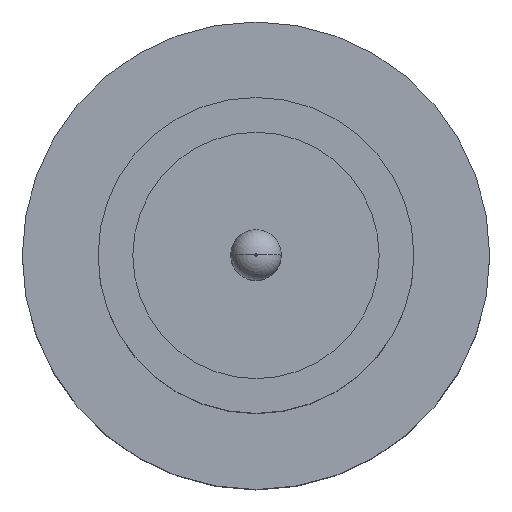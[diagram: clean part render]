
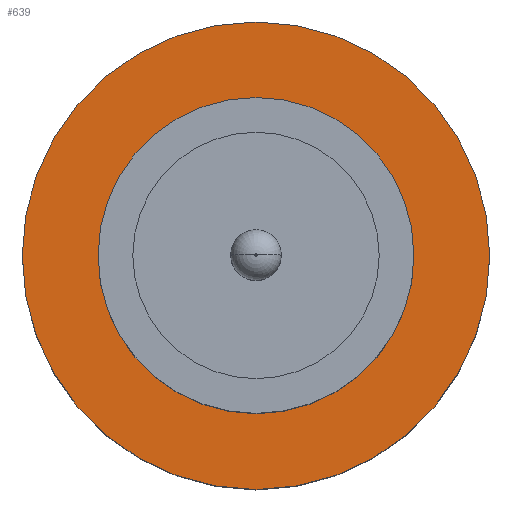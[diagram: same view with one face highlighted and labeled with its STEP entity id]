
A CAD part, top view. The second image highlights one B-rep face of the part: STEP entity #639.
In plain terms, the highlighted planar face has unit normal (0, 0, 1).
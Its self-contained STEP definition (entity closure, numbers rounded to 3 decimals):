
#16 = AXIS2_PLACEMENT_3D ( 'NONE', #65, #444, #516 ) ;
#34 = CARTESIAN_POINT ( 'NONE',  ( 0., 0., 1.55 ) ) ;
#58 = VERTEX_POINT ( 'NONE', #205 ) ;
#65 = CARTESIAN_POINT ( 'NONE',  ( 0., 0., 1.55 ) ) ;
#76 = CARTESIAN_POINT ( 'NONE',  ( 0., 0., 1.55 ) ) ;
#128 = ORIENTED_EDGE ( 'NONE', *, *, #669, .F. ) ;
#151 = EDGE_LOOP ( 'NONE', ( #515, #405 ) ) ;
#157 = CARTESIAN_POINT ( 'NONE',  ( 1.25, 0., 1.55 ) ) ;
#166 = DIRECTION ( 'NONE',  ( 0., 0., 1. ) ) ;
#180 = CARTESIAN_POINT ( 'NONE',  ( 0., 0., 1.55 ) ) ;
#205 = CARTESIAN_POINT ( 'NONE',  ( -1.85, 0., 1.55 ) ) ;
#216 = AXIS2_PLACEMENT_3D ( 'NONE', #76, #598, #541 ) ;
#243 = CIRCLE ( 'NONE', #897, 1.85 ) ;
#272 = EDGE_CURVE ( 'NONE', #688, #58, #243, .T. ) ;
#332 = EDGE_CURVE ( 'NONE', #58, #688, #477, .T. ) ;
#355 = CARTESIAN_POINT ( 'NONE',  ( 0., 0., 1.55 ) ) ;
#405 = ORIENTED_EDGE ( 'NONE', *, *, #272, .T. ) ;
#419 = AXIS2_PLACEMENT_3D ( 'NONE', #180, #423, #491 ) ;
#423 = DIRECTION ( 'NONE',  ( 0., 0., 1. ) ) ;
#444 = DIRECTION ( 'NONE',  ( 0., 0., 1. ) ) ;
#477 = CIRCLE ( 'NONE', #16, 1.85 ) ;
#491 = DIRECTION ( 'NONE',  ( 1., 0., 0. ) ) ;
#515 = ORIENTED_EDGE ( 'NONE', *, *, #332, .T. ) ;
#516 = DIRECTION ( 'NONE',  ( 1., 0., 0. ) ) ;
#541 = DIRECTION ( 'NONE',  ( 1., 0., 0. ) ) ;
#573 = DIRECTION ( 'NONE',  ( 1., 0., 0. ) ) ;
#598 = DIRECTION ( 'NONE',  ( 0., 0., 1. ) ) ;
#624 = EDGE_LOOP ( 'NONE', ( #128, #683 ) ) ;
#634 = CARTESIAN_POINT ( 'NONE',  ( -1.25, 0., 1.55 ) ) ;
#639 = ADVANCED_FACE ( 'NONE', ( #881, #752 ), #771, .T. ) ;
#669 = EDGE_CURVE ( 'NONE', #801, #679, #787, .T. ) ;
#679 = VERTEX_POINT ( 'NONE', #634 ) ;
#683 = ORIENTED_EDGE ( 'NONE', *, *, #772, .F. ) ;
#688 = VERTEX_POINT ( 'NONE', #906 ) ;
#723 = CIRCLE ( 'NONE', #216, 1.25 ) ;
#752 = FACE_OUTER_BOUND ( 'NONE', #151, .T. ) ;
#771 = PLANE ( 'NONE',  #884 ) ;
#772 = EDGE_CURVE ( 'NONE', #679, #801, #723, .T. ) ;
#787 = CIRCLE ( 'NONE', #419, 1.25 ) ;
#801 = VERTEX_POINT ( 'NONE', #157 ) ;
#818 = DIRECTION ( 'NONE',  ( 1., 0., 0. ) ) ;
#881 = FACE_BOUND ( 'NONE', #624, .T. ) ;
#884 = AXIS2_PLACEMENT_3D ( 'NONE', #355, #904, #573 ) ;
#897 = AXIS2_PLACEMENT_3D ( 'NONE', #34, #166, #818 ) ;
#904 = DIRECTION ( 'NONE',  ( 0., 0., 1. ) ) ;
#906 = CARTESIAN_POINT ( 'NONE',  ( 1.85, 0., 1.55 ) ) ;
